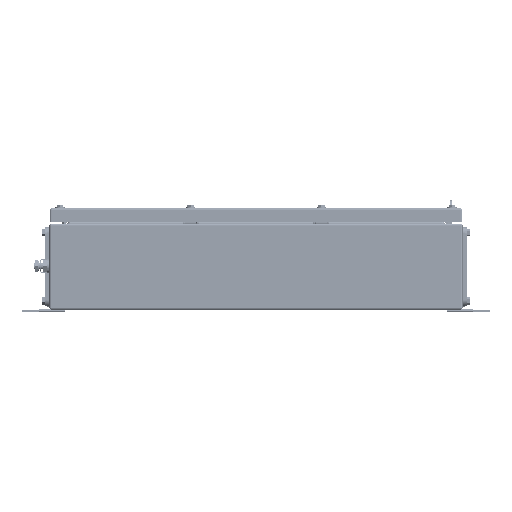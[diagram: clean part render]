
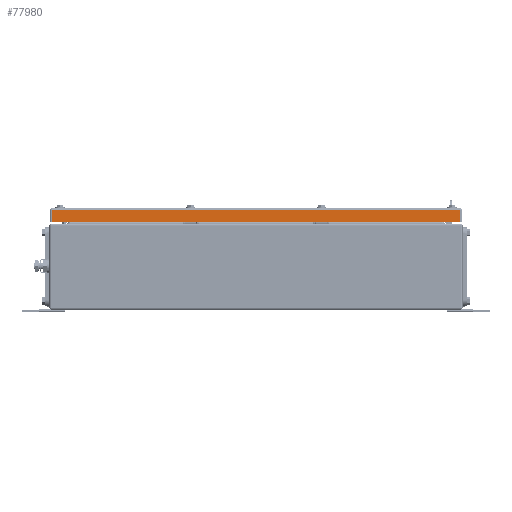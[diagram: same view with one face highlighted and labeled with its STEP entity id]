
A CAD part, front view. The second image highlights one B-rep face of the part: STEP entity #77980.
In plain terms, the highlighted planar face has unit normal (0, -1, 0).
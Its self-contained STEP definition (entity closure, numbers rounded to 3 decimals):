
#77953=AXIS2_PLACEMENT_3D('Plane Axis2P3D',#77950,#77951,#77952) ;
#77723=CARTESIAN_POINT('Vertex',(44.,11.5,150.)) ;
#77726=CARTESIAN_POINT('Line Origine',(345.5,11.5,150.)) ;
#77730=CARTESIAN_POINT('Vertex',(647.,11.5,150.)) ;
#77950=CARTESIAN_POINT('Axis2P3D Location',(650.,11.5,133.)) ;
#77955=CARTESIAN_POINT('Line Origine',(44.,11.5,141.5)) ;
#77959=CARTESIAN_POINT('Vertex',(44.,11.5,133.)) ;
#77962=CARTESIAN_POINT('Line Origine',(345.5,11.5,133.)) ;
#77966=CARTESIAN_POINT('Vertex',(647.,11.5,133.)) ;
#77969=CARTESIAN_POINT('Line Origine',(647.,11.5,141.5)) ;
#77727=DIRECTION('Vector Direction',(1.,0.,0.)) ;
#77951=DIRECTION('Axis2P3D Direction',(0.,1.,0.)) ;
#77952=DIRECTION('Axis2P3D XDirection',(-1.,0.,0.)) ;
#77956=DIRECTION('Vector Direction',(0.,0.,1.)) ;
#77963=DIRECTION('Vector Direction',(-1.,0.,0.)) ;
#77970=DIRECTION('Vector Direction',(0.,0.,1.)) ;
#77728=VECTOR('Line Direction',#77727,1.) ;
#77957=VECTOR('Line Direction',#77956,1.) ;
#77964=VECTOR('Line Direction',#77963,1.) ;
#77971=VECTOR('Line Direction',#77970,1.) ;
#77975=ORIENTED_EDGE('',*,*,#77732,.F.) ;
#77976=ORIENTED_EDGE('',*,*,#77961,.F.) ;
#77977=ORIENTED_EDGE('',*,*,#77968,.T.) ;
#77978=ORIENTED_EDGE('',*,*,#77973,.T.) ;
#77980=ADVANCED_FACE('ZUB_KTB_MH_916115_3GP_AllCATPart.2\\ZUB_DE_KTB_MH_910x610.1\\DE_KTB_MH_PART_MASTER.1\\Koerper.2',(#77979),#77954,.F.) ;
#77732=EDGE_CURVE('',#77724,#77731,#77729,.T.) ;
#77961=EDGE_CURVE('',#77960,#77724,#77958,.T.) ;
#77968=EDGE_CURVE('',#77960,#77967,#77965,.F.) ;
#77973=EDGE_CURVE('',#77967,#77731,#77972,.T.) ;
#77974=EDGE_LOOP('',(#77975,#77976,#77977,#77978)) ;
#77979=FACE_OUTER_BOUND('',#77974,.T.) ;
#77729=LINE('Line',#77726,#77728) ;
#77958=LINE('Line',#77955,#77957) ;
#77965=LINE('Line',#77962,#77964) ;
#77972=LINE('Line',#77969,#77971) ;
#77954=PLANE('',#77953) ;
#77724=VERTEX_POINT('',#77723) ;
#77731=VERTEX_POINT('',#77730) ;
#77960=VERTEX_POINT('',#77959) ;
#77967=VERTEX_POINT('',#77966) ;
